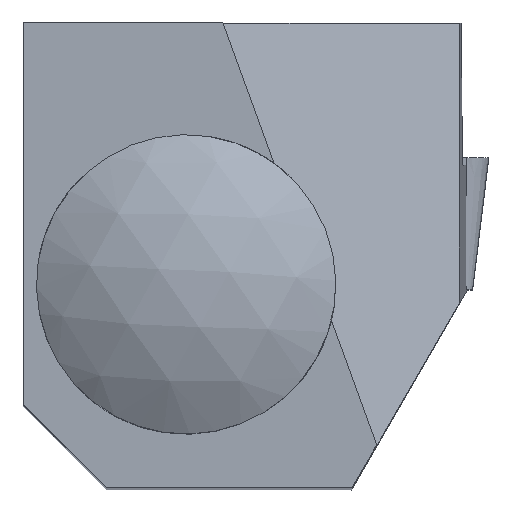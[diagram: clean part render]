
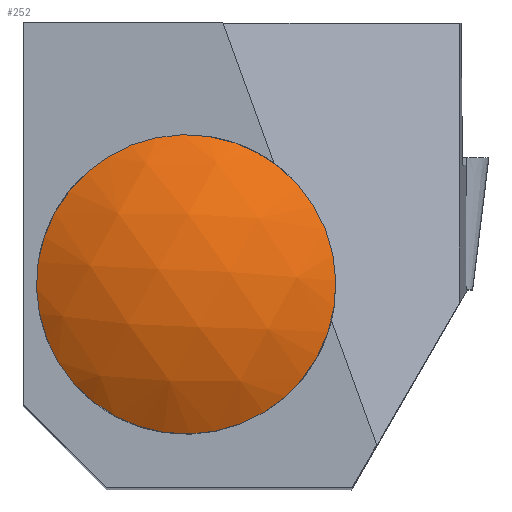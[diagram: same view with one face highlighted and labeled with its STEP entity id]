
A CAD part, top view. The second image highlights one B-rep face of the part: STEP entity #252.
In plain terms, the highlighted spherical face has radius 8 mm.
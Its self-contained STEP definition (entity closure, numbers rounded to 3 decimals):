
#198=SPHERICAL_SURFACE('',#741,8.);
#199=FACE_OUTER_BOUND('',#305,.T.);
#252=ADVANCED_FACE('',(#199),#198,.T.);
#305=EDGE_LOOP('',(#368));
#368=ORIENTED_EDGE('',*,*,#537,.T.);
#537=EDGE_CURVE('',#674,#674,#615,.T.);
#615=CIRCLE('',#740,4.5);
#674=VERTEX_POINT('',#1297);
#740=AXIS2_PLACEMENT_3D('',#1296,#817,#818);
#741=AXIS2_PLACEMENT_3D('',#1298,#819,#820);
#817=DIRECTION('',(0.,0.,1.));
#818=DIRECTION('',(0.878,-0.479,0.));
#819=DIRECTION('',(-0.878,0.479,0.));
#820=DIRECTION('',(0.,0.,-1.));
#1296=CARTESIAN_POINT('',(4.9,6.1,6.614));
#1297=CARTESIAN_POINT('',(8.85,3.944,6.614));
#1298=CARTESIAN_POINT('',(4.9,6.1,0.));
